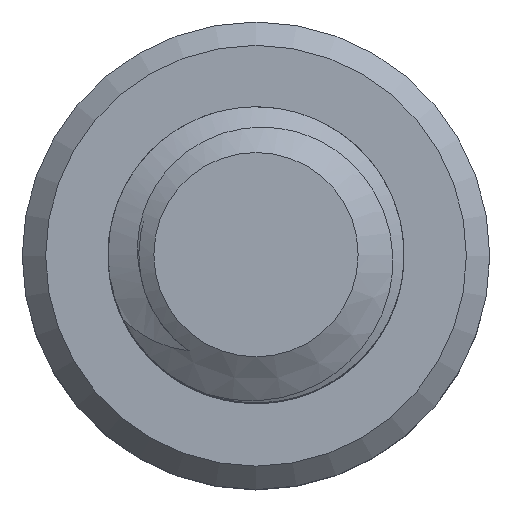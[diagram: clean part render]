
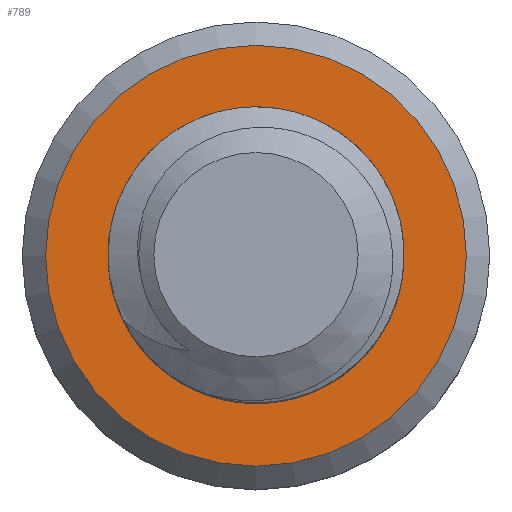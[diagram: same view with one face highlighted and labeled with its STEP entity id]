
A CAD part, top view. The second image highlights one B-rep face of the part: STEP entity #789.
In plain terms, the highlighted planar face has unit normal (0, 0, 1).
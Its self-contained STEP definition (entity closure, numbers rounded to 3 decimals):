
#16=FACE_BOUND('',#129,.T.);
#19=PLANE('',#865);
#79=FACE_OUTER_BOUND('',#128,.T.);
#128=EDGE_LOOP('',(#682));
#129=EDGE_LOOP('',(#683,#684,#685,#686));
#142=CIRCLE('',#817,2.5);
#146=CIRCLE('',#845,3.555);
#152=CIRCLE('',#856,1.98);
#213=B_SPLINE_CURVE_WITH_KNOTS('',3,(#3353,#3354,#3355,#3356,#3357,#3358,
#3359,#3360,#3361,#3362,#3363,#3364,#3365,#3366,#3367,#3368,#3369,#3370),
 .UNSPECIFIED.,.F.,.F.,(4,2,2,2,2,2,2,2,4),(0.,0.052,0.102,
0.179,0.282,0.412,0.537,
0.576,0.603),.UNSPECIFIED.);
#214=B_SPLINE_CURVE_WITH_KNOTS('',3,(#3733,#3734,#3735,#3736,#3737,#3738,
#3739,#3740,#3741,#3742,#3743,#3744,#3745,#3746,#3747,#3748,#3749,#3750),
 .UNSPECIFIED.,.F.,.F.,(4,2,2,2,2,2,2,2,4),(0.,0.07,0.135,
0.224,0.26,0.316,0.376,
0.427,0.497),.UNSPECIFIED.);
#297=VERTEX_POINT('',#1049);
#298=VERTEX_POINT('',#1078);
#349=VERTEX_POINT('',#2844);
#358=VERTEX_POINT('',#2917);
#359=VERTEX_POINT('',#2946);
#372=EDGE_CURVE('',#297,#298,#142,.T.);
#447=EDGE_CURVE('',#349,#349,#146,.T.);
#461=EDGE_CURVE('',#359,#358,#152,.T.);
#465=EDGE_CURVE('',#358,#298,#213,.T.);
#466=EDGE_CURVE('',#297,#359,#214,.T.);
#682=ORIENTED_EDGE('',*,*,#447,.T.);
#683=ORIENTED_EDGE('',*,*,#372,.F.);
#684=ORIENTED_EDGE('',*,*,#466,.T.);
#685=ORIENTED_EDGE('',*,*,#461,.T.);
#686=ORIENTED_EDGE('',*,*,#465,.T.);
#789=ADVANCED_FACE('',(#79,#16),#19,.F.);
#817=AXIS2_PLACEMENT_3D('',#1079,#883,#884);
#845=AXIS2_PLACEMENT_3D('',#2846,#963,#964);
#856=AXIS2_PLACEMENT_3D('',#2947,#988,#989);
#865=AXIS2_PLACEMENT_3D('',#3762,#1006,#1007);
#883=DIRECTION('center_axis',(0.,0.,1.));
#884=DIRECTION('ref_axis',(1.,0.,0.));
#963=DIRECTION('center_axis',(0.,0.,1.));
#964=DIRECTION('ref_axis',(-1.,0.,0.));
#988=DIRECTION('center_axis',(0.,0.,-1.));
#989=DIRECTION('ref_axis',(1.,0.,0.));
#1006=DIRECTION('center_axis',(0.,0.,-1.));
#1007=DIRECTION('ref_axis',(-1.,0.,0.));
#1049=CARTESIAN_POINT('',(0.,-2.5,-10.));
#1078=CARTESIAN_POINT('',(1.752,-1.784,-10.));
#1079=CARTESIAN_POINT('Origin',(0.,0.,-10.));
#2844=CARTESIAN_POINT('',(3.555,0.,-10.));
#2846=CARTESIAN_POINT('Origin',(0.,0.,-10.));
#2917=CARTESIAN_POINT('',(0.,1.98,-10.));
#2946=CARTESIAN_POINT('',(-1.388,1.413,-10.));
#2947=CARTESIAN_POINT('Origin',(0.,0.,-10.));
#3353=CARTESIAN_POINT('Ctrl Pts',(0.,1.98,
-10.));
#3354=CARTESIAN_POINT('Ctrl Pts',(0.173,1.998,-10.));
#3355=CARTESIAN_POINT('Ctrl Pts',(0.348,1.994,-10.));
#3356=CARTESIAN_POINT('Ctrl Pts',(0.685,1.943,-10.));
#3357=CARTESIAN_POINT('Ctrl Pts',(0.846,1.898,-10.));
#3358=CARTESIAN_POINT('Ctrl Pts',(1.238,1.738,-10.));
#3359=CARTESIAN_POINT('Ctrl Pts',(1.456,1.597,-10.));
#3360=CARTESIAN_POINT('Ctrl Pts',(1.891,1.185,-10.));
#3361=CARTESIAN_POINT('Ctrl Pts',(2.045,0.923,-10.));
#3362=CARTESIAN_POINT('Ctrl Pts',(2.26,0.439,-10.));
#3363=CARTESIAN_POINT('Ctrl Pts',(2.326,0.148,-10.));
#3364=CARTESIAN_POINT('Ctrl Pts',(2.347,-0.432,-10.));
#3365=CARTESIAN_POINT('Ctrl Pts',(2.304,-0.716,-10.));
#3366=CARTESIAN_POINT('Ctrl Pts',(2.183,-1.068,-10.));
#3367=CARTESIAN_POINT('Ctrl Pts',(2.123,-1.225,-10.));
#3368=CARTESIAN_POINT('Ctrl Pts',(1.938,-1.544,-10.));
#3369=CARTESIAN_POINT('Ctrl Pts',(1.85,-1.668,-10.));
#3370=CARTESIAN_POINT('Ctrl Pts',(1.752,-1.784,-10.));
#3733=CARTESIAN_POINT('Ctrl Pts',(0.,-2.5,
-10.));
#3734=CARTESIAN_POINT('Ctrl Pts',(-0.234,-2.481,
-10.));
#3735=CARTESIAN_POINT('Ctrl Pts',(-0.464,-2.428,
-10.));
#3736=CARTESIAN_POINT('Ctrl Pts',(-0.881,-2.264,
-10.));
#3737=CARTESIAN_POINT('Ctrl Pts',(-1.069,-2.159,-10.));
#3738=CARTESIAN_POINT('Ctrl Pts',(-1.478,-1.851,-10.));
#3739=CARTESIAN_POINT('Ctrl Pts',(-1.68,-1.629,-10.));
#3740=CARTESIAN_POINT('Ctrl Pts',(-1.898,-1.273,-10.));
#3741=CARTESIAN_POINT('Ctrl Pts',(-1.967,-1.145,-10.));
#3742=CARTESIAN_POINT('Ctrl Pts',(-2.117,-0.751,
-10.));
#3743=CARTESIAN_POINT('Ctrl Pts',(-2.165,-0.494,
-10.));
#3744=CARTESIAN_POINT('Ctrl Pts',(-2.167,0.039,-10.));
#3745=CARTESIAN_POINT('Ctrl Pts',(-2.115,0.311,-10.));
#3746=CARTESIAN_POINT('Ctrl Pts',(-1.927,0.78,-10.));
#3747=CARTESIAN_POINT('Ctrl Pts',(-1.825,0.938,-10.));
#3748=CARTESIAN_POINT('Ctrl Pts',(-1.647,1.179,-10.));
#3749=CARTESIAN_POINT('Ctrl Pts',(-1.525,1.305,-10.));
#3750=CARTESIAN_POINT('Ctrl Pts',(-1.388,1.413,-10.));
#3762=CARTESIAN_POINT('Origin',(0.,0.,-10.));
